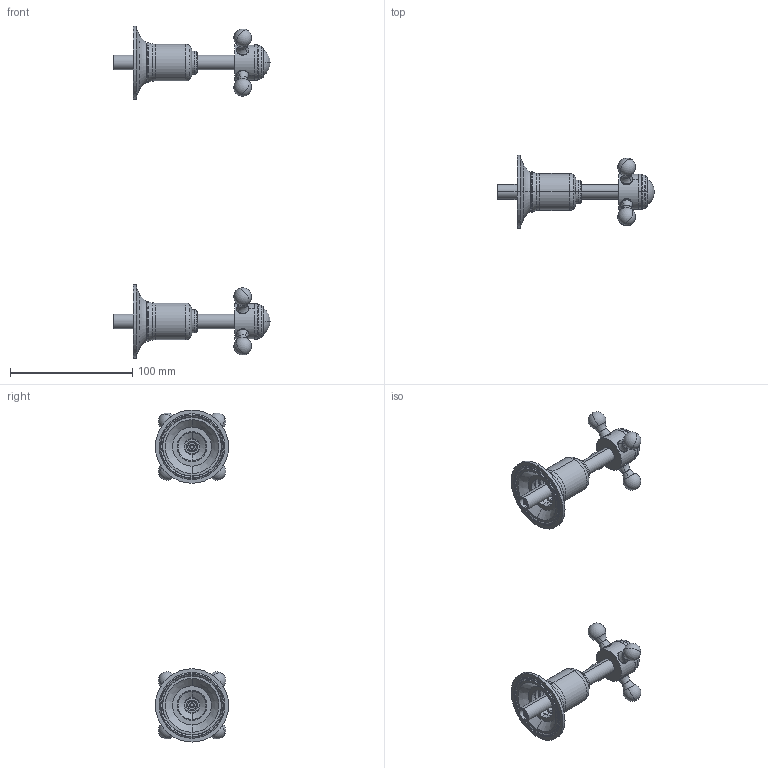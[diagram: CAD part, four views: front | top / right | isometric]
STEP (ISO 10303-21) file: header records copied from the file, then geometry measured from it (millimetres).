
FILE_DESCRIPTION((''),'2;1');
FILE_NAME('76089_ASM','2018-08-07T',('MQ'),(''),'PRO/ENGINEER BY PARAMETRIC TECHNOLOGY CORPORATION, 2012130','PRO/ENGINEER BY PARAMETRIC TECHNOLOGY CORPORATION, 2012130','');
FILE_SCHEMA(('CONFIG_CONTROL_DESIGN'));
Length unit declared in the file: millimetre
Products named in the file (28): MANIFOLD_SOLID_BREP_1944; MANIFOLD_SOLID_BREP_1946; MANIFOLD_SOLID_BREP_1948; MANIFOLD_SOLID_BREP_1950; MANIFOLD_SOLID_BREP_1952; MANIFOLD_SOLID_BREP_1954; MANIFOLD_SOLID_BREP_1955; MANIFOLD_SOLID_BREP_1956; MANIFOLD_SOLID_BREP_1957; MANIFOLD_SOLID_BREP_1959; MANIFOLD_SOLID_BREP_1960; MANIFOLD_SOLID_BREP_1961; MANIFOLD_SOLID_BREP_1962; MANIFOLD_SOLID_BREP_1964; MANIFOLD_SOLID_BREP_1967; MANIFOLD_SOLID_BREP_1968; MANIFOLD_SOLID_BREP_1969; MANIFOLD_SOLID_BREP_1971; MANIFOLD_SOLID_BREP_1973; MANIFOLD_SOLID_BREP_1975; MANIFOLD_SOLID_BREP_1977; MANIFOLD_SOLID_BREP_1978; MANIFOLD_SOLID_BREP_1979; MANIFOLD_SOLID_BREP_1982; MANIFOLD_SOLID_BREP_1983; MANIFOLD_SOLID_BREP_1985; ADMI8CBDCPEL_ASM; 76089_ASM
Assembly tree (27 placements, depth 3):
  76089_ASM
    ADMI8CBDCPEL_ASM
      MANIFOLD_SOLID_BREP_1944
      MANIFOLD_SOLID_BREP_1946
      MANIFOLD_SOLID_BREP_1948
      MANIFOLD_SOLID_BREP_1950
      MANIFOLD_SOLID_BREP_1952
      MANIFOLD_SOLID_BREP_1954
      MANIFOLD_SOLID_BREP_1955
      MANIFOLD_SOLID_BREP_1956
      MANIFOLD_SOLID_BREP_1957
      MANIFOLD_SOLID_BREP_1959
      MANIFOLD_SOLID_BREP_1960
      MANIFOLD_SOLID_BREP_1961
      MANIFOLD_SOLID_BREP_1962
      MANIFOLD_SOLID_BREP_1964
      MANIFOLD_SOLID_BREP_1967
      MANIFOLD_SOLID_BREP_1968
      MANIFOLD_SOLID_BREP_1969
      MANIFOLD_SOLID_BREP_1971
      MANIFOLD_SOLID_BREP_1973
      MANIFOLD_SOLID_BREP_1975
      MANIFOLD_SOLID_BREP_1977
      MANIFOLD_SOLID_BREP_1978
      MANIFOLD_SOLID_BREP_1979
      MANIFOLD_SOLID_BREP_1982
      MANIFOLD_SOLID_BREP_1983
      MANIFOLD_SOLID_BREP_1985
Bounding box: 128 x 60 x 272 mm (x, y, z)
Volume: 94046.8 mm3; surface area: 73167.4 mm2
Topology: 26 solids, 26 shells, 588 faces, 1256 edges, 734 vertices
Faces by surface type: cylinder 212, cone 128, plane 120, torus 104, sphere 24
Entity records: 16974 total; most frequent: DIRECTION 3322, CARTESIAN_POINT 3215, ORIENTED_EDGE 2408, AXIS2_PLACEMENT_3D 1465, EDGE_CURVE 1204, CIRCLE 796, VERTEX_POINT 734, EDGE_LOOP 682
